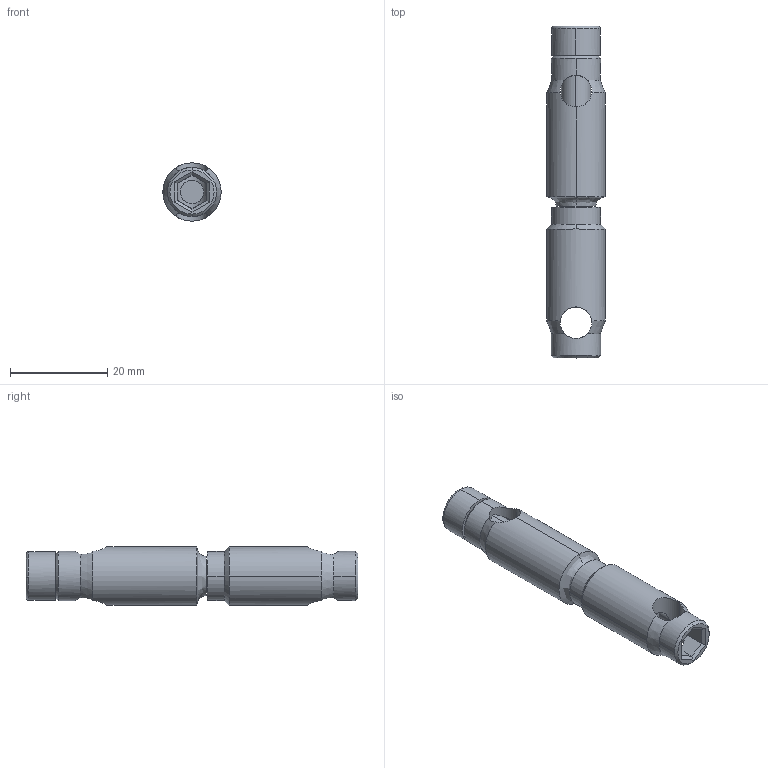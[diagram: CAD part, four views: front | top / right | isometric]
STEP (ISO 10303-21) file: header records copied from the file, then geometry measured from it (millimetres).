
FILE_DESCRIPTION (( 'STEP AP214' ), '1' );
FILE_NAME ('099G081M6E.STEP', '2015-06-18T14:47:58', ( 'Not-Admin' ), ( 'Hewlett-Packard Company' ), 'SwSTEP 2.0', 'SolidWorks 2014', '' );
FILE_SCHEMA (( 'AUTOMOTIVE_DESIGN' ));
Length unit declared in the file: millimetre
Products named in the file (1): 099G081M6E
Bounding box: 12 x 68.36 x 12 mm (x, y, z)
Volume: 5926.9 mm3; surface area: 5106.6 mm2
Topology: 3 solids, 3 shells, 259 faces, 595 edges, 341 vertices
Faces by surface type: cone 115, cylinder 74, plane 64, bspline 6
Entity records: 10596 total; most frequent: CARTESIAN_POINT 1818, DIRECTION 1303, ORIENTED_EDGE 1186, EDGE_CURVE 593, AXIS2_PLACEMENT_3D 500, VERTEX_POINT 341, VECTOR 303, LINE 303
